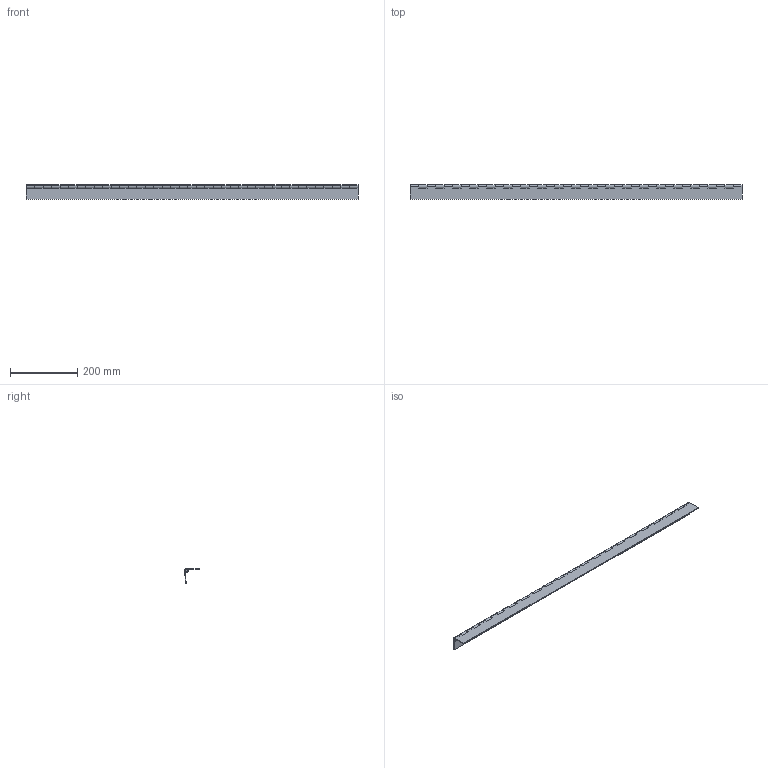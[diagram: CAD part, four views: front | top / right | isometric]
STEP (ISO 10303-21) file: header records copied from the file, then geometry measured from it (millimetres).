
FILE_DESCRIPTION(/* description */ (''),/* implementation_level */ '2;1');
FILE_NAME(/* name */ 'FE-00014-02_ASM_1_ASM.stp',/* time_stamp */ '2017-01-08T11:45:21-05:00',/* author */ ('jeff1'),/* organization */ (''),/* preprocessor_version */ 'ST-DEVELOPER v16.5',/* originating_system */ 'Autodesk Inventor 2017',/* authorisation */ '');
FILE_SCHEMA (('AUTOMOTIVE_DESIGN { 1 0 10303 214 3 1 1 }'));
Length unit declared in the file: inch
Products named in the file (4): FE-00014-02_ASM_1_ASM; FE-00014-02-A_1; FE-00014-02-B_1; FE-00014-02-C_1
Assembly tree (3 placements, depth 2):
  FE-00014-02_ASM_1_ASM
    FE-00014-02-A_1
    FE-00014-02-B_1
    FE-00014-02-C_1
Bounding box: 990.6 x 43.56 x 43.79 mm (x, y, z)
Volume: 243612.5 mm3; surface area: 219941.3 mm2
Topology: 3 solids, 3 shells, 245 faces, 717 edges, 478 vertices
Faces by surface type: plane 166, cylinder 79
Full cylindrical faces by diameter (mm): 6.35 x1
Entity records: 8216 total; most frequent: CARTESIAN_POINT 1446, ORIENTED_EDGE 1432, DIRECTION 1378, EDGE_CURVE 716, LINE 558, VECTOR 558, VERTEX_POINT 478, AXIS2_PLACEMENT_3D 410
